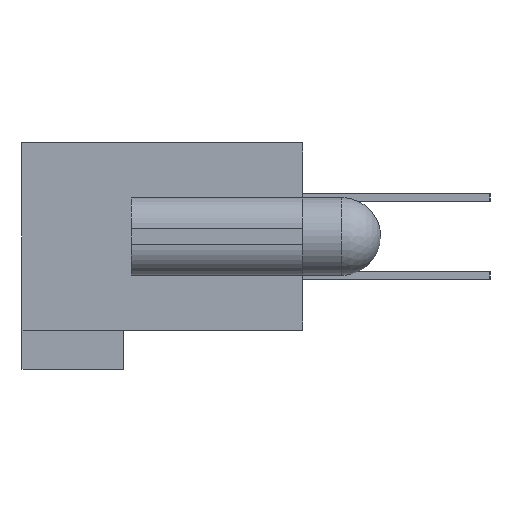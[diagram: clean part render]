
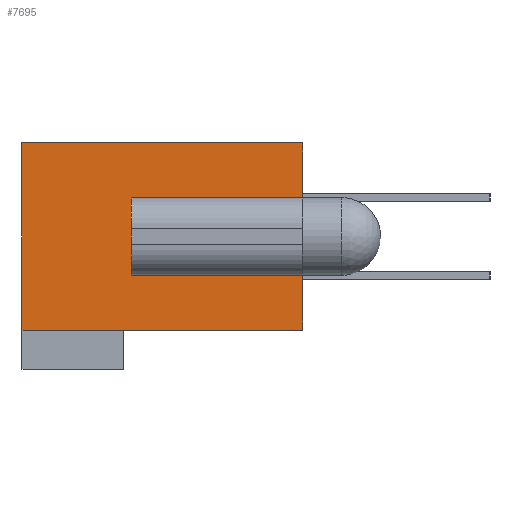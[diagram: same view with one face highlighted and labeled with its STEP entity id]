
A CAD part, left-side view. The second image highlights one B-rep face of the part: STEP entity #7695.
In plain terms, the highlighted planar face has unit normal (-1, 0, 0).
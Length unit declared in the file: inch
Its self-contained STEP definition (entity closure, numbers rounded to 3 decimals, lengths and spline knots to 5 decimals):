
#1313=ORIENTED_EDGE('',*,*,#2877,.F.);
#1314=ORIENTED_EDGE('',*,*,#2685,.F.);
#1315=ORIENTED_EDGE('',*,*,#2703,.T.);
#1316=ORIENTED_EDGE('',*,*,#2897,.T.);
#1317=ORIENTED_EDGE('',*,*,#2899,.F.);
#1318=ORIENTED_EDGE('',*,*,#2884,.F.);
#1319=ORIENTED_EDGE('',*,*,#2705,.T.);
#1320=ORIENTED_EDGE('',*,*,#2699,.T.);
#2685=EDGE_CURVE('',#3577,#3578,#4440,.T.);
#2699=EDGE_CURVE('',#3590,#3589,#4454,.T.);
#2703=EDGE_CURVE('',#3577,#3591,#4457,.T.);
#2705=EDGE_CURVE('',#3592,#3590,#4459,.T.);
#2877=EDGE_CURVE('',#3578,#3589,#4629,.T.);
#2884=EDGE_CURVE('',#3592,#3762,#4635,.T.);
#2897=EDGE_CURVE('',#3591,#3768,#4645,.T.);
#2899=EDGE_CURVE('',#3762,#3768,#4647,.T.);
#3577=VERTEX_POINT('',#11412);
#3578=VERTEX_POINT('',#11414);
#3589=VERTEX_POINT('',#11439);
#3590=VERTEX_POINT('',#11441);
#3591=VERTEX_POINT('',#11446);
#3592=VERTEX_POINT('',#11450);
#3762=VERTEX_POINT('',#11805);
#3768=VERTEX_POINT('',#11829);
#4440=LINE('',#11413,#5482);
#4454=LINE('',#11440,#5496);
#4457=LINE('',#11447,#5499);
#4459=LINE('',#11449,#5501);
#4629=LINE('',#11792,#5671);
#4635=LINE('',#11804,#5677);
#4645=LINE('',#11830,#5687);
#4647=LINE('',#11834,#5689);
#5482=VECTOR('',#9328,39.37008);
#5496=VECTOR('',#9344,39.37008);
#5499=VECTOR('',#9351,39.37008);
#5501=VECTOR('',#9353,39.37008);
#5671=VECTOR('',#9535,39.37008);
#5677=VECTOR('',#9547,39.37008);
#5687=VECTOR('',#9575,39.37008);
#5689=VECTOR('',#9581,39.37008);
#6315=EDGE_LOOP('',(#1313,#1314,#1315,#1316,#1317,#1318,#1319,#1320));
#6829=FACE_BOUND('',#6315,.T.);
#7263=PLANE('',#8172);
#7695=ADVANCED_FACE('',(#6829),#7263,.T.);
#8172=AXIS2_PLACEMENT_3D('',#11833,#9579,#9580);
#9328=DIRECTION('',(0.,1.,0.));
#9344=DIRECTION('',(0.,1.,0.));
#9351=DIRECTION('',(0.,0.,1.));
#9353=DIRECTION('',(0.,0.,1.));
#9535=DIRECTION('',(0.,0.,1.));
#9547=DIRECTION('',(0.,1.,0.));
#9575=DIRECTION('',(0.,1.,0.));
#9579=DIRECTION('',(-1.,0.,0.));
#9580=DIRECTION('',(0.,0.,1.));
#9581=DIRECTION('',(0.,0.,-1.));
#11412=CARTESIAN_POINT('',(-0.5075,0.,-0.06));
#11413=CARTESIAN_POINT('',(-0.5075,0.,-0.06));
#11414=CARTESIAN_POINT('',(-0.5075,0.18,-0.06));
#11439=CARTESIAN_POINT('',(-0.5075,0.18,0.06));
#11440=CARTESIAN_POINT('',(-0.5075,0.,0.06));
#11441=CARTESIAN_POINT('',(-0.5075,0.,0.06));
#11446=CARTESIAN_POINT('',(-0.5075,0.,-0.025));
#11447=CARTESIAN_POINT('',(-0.5075,0.,-0.06));
#11449=CARTESIAN_POINT('',(-0.5075,0.,0.025));
#11450=CARTESIAN_POINT('',(-0.5075,0.,0.025));
#11792=CARTESIAN_POINT('',(-0.5075,0.18,-0.06));
#11804=CARTESIAN_POINT('',(-0.5075,0.,0.025));
#11805=CARTESIAN_POINT('',(-0.5075,0.11,0.025));
#11829=CARTESIAN_POINT('',(-0.5075,0.11,-0.025));
#11830=CARTESIAN_POINT('',(-0.5075,0.,-0.025));
#11833=CARTESIAN_POINT('',(-0.5075,0.,-0.06));
#11834=CARTESIAN_POINT('',(-0.5075,0.11,0.12));
